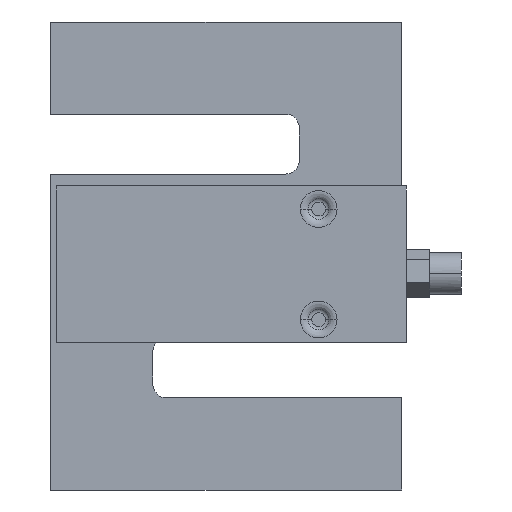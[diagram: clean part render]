
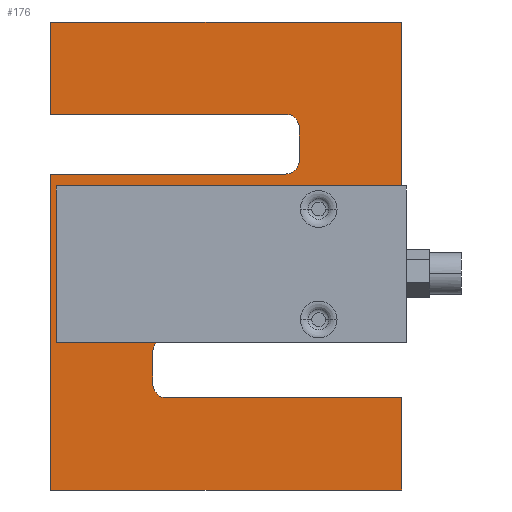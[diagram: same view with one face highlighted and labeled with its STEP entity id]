
A CAD part, front view. The second image highlights one B-rep face of the part: STEP entity #176.
In plain terms, the highlighted planar face has unit normal (0, -1, 0).
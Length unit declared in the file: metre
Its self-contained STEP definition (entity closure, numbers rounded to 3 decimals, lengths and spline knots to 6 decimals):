
#176=ADVANCED_FACE('5:730',(#286),#287,.F.);
#286=FACE_OUTER_BOUND('',#481,.T.);
#287=PLANE('',#482);
#481=EDGE_LOOP('',(#745,#746,#747,#748,#749,#750,#751,#752,#753,#754,#755,#756,#757,#758,#759,#760));
#482=AXIS2_PLACEMENT_3D('',#761,#762,#763);
#745=ORIENTED_EDGE('',*,*,#1331,.F.);
#746=ORIENTED_EDGE('',*,*,#1360,.F.);
#747=ORIENTED_EDGE('',*,*,#1326,.F.);
#748=ORIENTED_EDGE('',*,*,#1354,.F.);
#749=ORIENTED_EDGE('',*,*,#1351,.F.);
#750=ORIENTED_EDGE('',*,*,#1357,.F.);
#751=ORIENTED_EDGE('',*,*,#1361,.F.);
#752=ORIENTED_EDGE('',*,*,#1362,.F.);
#753=ORIENTED_EDGE('',*,*,#1341,.F.);
#754=ORIENTED_EDGE('',*,*,#1359,.F.);
#755=ORIENTED_EDGE('',*,*,#1336,.F.);
#756=ORIENTED_EDGE('',*,*,#1363,.F.);
#757=ORIENTED_EDGE('',*,*,#1364,.T.);
#758=ORIENTED_EDGE('',*,*,#1365,.T.);
#759=ORIENTED_EDGE('',*,*,#1366,.F.);
#760=ORIENTED_EDGE('',*,*,#1347,.F.);
#761=CARTESIAN_POINT('',(0.017923,0.022065,0.068848));
#762=DIRECTION('',(0.0,1.0,0.));
#763=DIRECTION('',(0.0,0.,-1.0));
#1326=EDGE_CURVE('5:862',#1544,#1546,#1547,.T.);
#1331=EDGE_CURVE('5:856',#1553,#1555,#1556,.T.);
#1336=EDGE_CURVE('5:850',#1562,#1564,#1565,.T.);
#1341=EDGE_CURVE('5:826',#1571,#1573,#1574,.T.);
#1347=EDGE_CURVE('5:784',#1555,#1581,#1582,.T.);
#1351=EDGE_CURVE('5:796',#1587,#1589,#1590,.T.);
#1354=EDGE_CURVE('5:805',#1589,#1544,#1593,.T.);
#1357=EDGE_CURVE('5:817',#1596,#1587,#1598,.T.);
#1359=EDGE_CURVE('5:841',#1564,#1571,#1600,.T.);
#1360=EDGE_CURVE('5:859',#1546,#1553,#1601,.T.);
#1361=EDGE_CURVE('5:865',#1602,#1596,#1603,.T.);
#1362=EDGE_CURVE('5:868',#1573,#1602,#1604,.T.);
#1363=EDGE_CURVE('5:871',#1605,#1562,#1606,.T.);
#1364=EDGE_CURVE('5:874',#1605,#1607,#1608,.T.);
#1365=EDGE_CURVE('5:877',#1607,#1609,#1610,.T.);
#1366=EDGE_CURVE('5:880',#1581,#1609,#1611,.T.);
#1544=VERTEX_POINT('',#1883);
#1546=VERTEX_POINT('',#1886);
#1547=LINE('',#1887,#1888);
#1553=VERTEX_POINT('',#1896);
#1555=VERTEX_POINT('',#1899);
#1556=LINE('',#1900,#1901);
#1562=VERTEX_POINT('',#1909);
#1564=VERTEX_POINT('',#1912);
#1565=LINE('',#1913,#1914);
#1571=VERTEX_POINT('',#1922);
#1573=VERTEX_POINT('',#1925);
#1574=LINE('',#1926,#1927);
#1581=VERTEX_POINT('',#1936);
#1582=LINE('',#1937,#1938);
#1587=VERTEX_POINT('',#1945);
#1589=VERTEX_POINT('',#1948);
#1590=LINE('',#1949,#1950);
#1593=CIRCLE('',#1954,0.003);
#1596=VERTEX_POINT('',#1957);
#1598=CIRCLE('',#1960,0.003);
#1600=LINE('',#1963,#1964);
#1601=LINE('',#1965,#1966);
#1602=VERTEX_POINT('',#1967);
#1603=LINE('',#1968,#1969);
#1604=LINE('',#1970,#1971);
#1605=VERTEX_POINT('',#1972);
#1606=CIRCLE('',#1973,0.003);
#1607=VERTEX_POINT('',#1974);
#1608=LINE('',#1975,#1976);
#1609=VERTEX_POINT('',#1977);
#1610=CIRCLE('',#1978,0.003);
#1611=LINE('',#1979,#1980);
#1883=CARTESIAN_POINT('',(0.017923,0.022065,0.071848));
#1886=CARTESIAN_POINT('',(-0.033077,0.022065,0.071848));
#1887=CARTESIAN_POINT('',(-0.033077,0.022065,0.071848));
#1888=VECTOR('',#2315,1.0);
#1896=CARTESIAN_POINT('',(-0.033077,0.022065,0.091848));
#1899=CARTESIAN_POINT('',(0.043123,0.022065,0.091848));
#1900=CARTESIAN_POINT('',(0.043123,0.022065,0.091848));
#1901=VECTOR('',#2322,1.0);
#1909=CARTESIAN_POINT('',(-0.007877,0.022065,0.010248));
#1912=CARTESIAN_POINT('',(0.043123,0.022065,0.010248));
#1913=CARTESIAN_POINT('',(0.043123,0.022065,0.010248));
#1914=VECTOR('',#2329,1.0);
#1922=CARTESIAN_POINT('',(0.043123,0.022065,-0.009752));
#1925=CARTESIAN_POINT('',(-0.033077,0.022065,-0.009752));
#1926=CARTESIAN_POINT('',(-0.033077,0.022065,-0.009752));
#1927=VECTOR('',#2336,1.0);
#1936=CARTESIAN_POINT('',(0.043123,0.022065,0.023248));
#1937=CARTESIAN_POINT('',(0.043123,0.022065,0.023248));
#1938=VECTOR('',#2348,1.0);
#1945=CARTESIAN_POINT('',(0.020923,0.022065,0.061848));
#1948=CARTESIAN_POINT('',(0.020923,0.022065,0.068848));
#1949=CARTESIAN_POINT('',(0.020923,0.022065,0.068848));
#1950=VECTOR('',#2352,1.0);
#1954=AXIS2_PLACEMENT_3D('',#2357,#2358,#2359);
#1957=CARTESIAN_POINT('',(0.017923,0.022065,0.058848));
#1960=AXIS2_PLACEMENT_3D('',#2364,#2365,#2366);
#1963=CARTESIAN_POINT('',(0.043123,0.022065,-0.009752));
#1964=VECTOR('',#2368,1.0);
#1965=CARTESIAN_POINT('',(-0.033077,0.022065,0.091848));
#1966=VECTOR('',#2369,1.0);
#1967=CARTESIAN_POINT('',(-0.033077,0.022065,0.058848));
#1968=CARTESIAN_POINT('',(0.017923,0.022065,0.058848));
#1969=VECTOR('',#2370,1.0);
#1970=CARTESIAN_POINT('',(-0.033077,0.022065,0.058848));
#1971=VECTOR('',#2371,1.0);
#1972=CARTESIAN_POINT('',(-0.010877,0.022065,0.013248));
#1973=AXIS2_PLACEMENT_3D('',#2372,#2373,#2374);
#1974=CARTESIAN_POINT('',(-0.010877,0.022065,0.020248));
#1975=CARTESIAN_POINT('',(-0.010877,0.022065,0.020248));
#1976=VECTOR('',#2375,1.0);
#1977=CARTESIAN_POINT('',(-0.007877,0.022065,0.023248));
#1978=AXIS2_PLACEMENT_3D('',#2376,#2377,#2378);
#1979=CARTESIAN_POINT('',(-0.007877,0.022065,0.023248));
#1980=VECTOR('',#2379,1.0);
#2315=DIRECTION('',(-1.0,0.0,0.0));
#2322=DIRECTION('',(1.0,0.,0.));
#2329=DIRECTION('',(1.0,0.,0.));
#2336=DIRECTION('',(-1.0,0.0,0.0));
#2348=DIRECTION('',(0.,0.,-1.0));
#2352=DIRECTION('',(0.,0.,1.0));
#2357=CARTESIAN_POINT('',(0.017923,0.022065,0.068848));
#2358=DIRECTION('',(-0.0,-1.0,0.));
#2359=DIRECTION('',(-1.0,0.0,0.0));
#2364=CARTESIAN_POINT('',(0.017923,0.022065,0.061848));
#2365=DIRECTION('',(-0.0,-1.0,0.));
#2366=DIRECTION('',(-1.0,0.0,0.0));
#2368=DIRECTION('',(-0.0,0.,-1.0));
#2369=DIRECTION('',(0.,0.,1.0));
#2370=DIRECTION('',(1.0,0.,0.));
#2371=DIRECTION('',(0.,0.,1.0));
#2372=CARTESIAN_POINT('',(-0.007877,0.022065,0.013248));
#2373=DIRECTION('',(-0.0,-1.0,0.));
#2374=DIRECTION('',(-1.0,0.0,0.0));
#2375=DIRECTION('',(0.0,0.,1.0));
#2376=CARTESIAN_POINT('',(-0.007877,0.022065,0.020248));
#2377=DIRECTION('',(0.0,1.0,0.));
#2378=DIRECTION('',(-1.0,0.0,0.0));
#2379=DIRECTION('',(-1.0,0.0,0.0));
